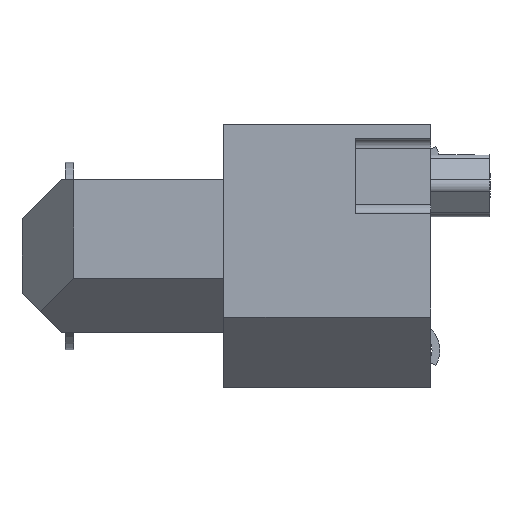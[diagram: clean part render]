
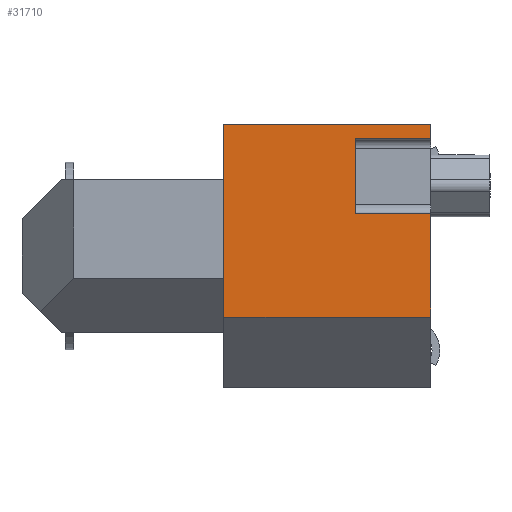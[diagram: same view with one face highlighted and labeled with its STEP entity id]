
A CAD part, left-side view. The second image highlights one B-rep face of the part: STEP entity #31710.
In plain terms, the highlighted planar face has unit normal (-1, 0, 0).
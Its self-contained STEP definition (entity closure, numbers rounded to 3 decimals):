
#1929=ORIENTED_EDGE('',*,*,#11739,.F.);
#1930=ORIENTED_EDGE('',*,*,#11687,.T.);
#1931=ORIENTED_EDGE('',*,*,#11740,.F.);
#1932=ORIENTED_EDGE('',*,*,#11741,.F.);
#1933=ORIENTED_EDGE('',*,*,#11742,.T.);
#1934=ORIENTED_EDGE('',*,*,#11693,.T.);
#1935=ORIENTED_EDGE('',*,*,#11743,.F.);
#1936=ORIENTED_EDGE('',*,*,#11744,.T.);
#11687=EDGE_CURVE('',#16593,#16592,#19812,.T.);
#11693=EDGE_CURVE('',#16599,#16598,#19816,.T.);
#11739=EDGE_CURVE('',#16593,#16643,#19842,.T.);
#11740=EDGE_CURVE('',#16644,#16592,#19843,.T.);
#11741=EDGE_CURVE('',#16645,#16644,#19844,.T.);
#11742=EDGE_CURVE('',#16645,#16599,#19845,.T.);
#11743=EDGE_CURVE('',#16646,#16598,#19846,.T.);
#11744=EDGE_CURVE('',#16646,#16643,#19847,.T.);
#16592=VERTEX_POINT('',#45223);
#16593=VERTEX_POINT('',#45225);
#16598=VERTEX_POINT('',#45235);
#16599=VERTEX_POINT('',#45237);
#16643=VERTEX_POINT('',#45328);
#16644=VERTEX_POINT('',#45330);
#16645=VERTEX_POINT('',#45332);
#16646=VERTEX_POINT('',#45335);
#19812=LINE('',#45224,#23511);
#19816=LINE('',#45236,#23515);
#19842=LINE('',#45327,#23541);
#19843=LINE('',#45329,#23542);
#19844=LINE('',#45331,#23543);
#19845=LINE('',#45333,#23544);
#19846=LINE('',#45334,#23545);
#19847=LINE('',#45336,#23546);
#23511=VECTOR('',#36161,1000.);
#23515=VECTOR('',#36169,1000.);
#23541=VECTOR('',#36237,1000.);
#23542=VECTOR('',#36238,1000.);
#23543=VECTOR('',#36239,1000.);
#23544=VECTOR('',#36240,1000.);
#23545=VECTOR('',#36241,1000.);
#23546=VECTOR('',#36242,1000.);
#27195=EDGE_LOOP('',(#1929,#1930,#1931,#1932,#1933,#1934,#1935,#1936));
#28906=FACE_BOUND('',#27195,.T.);
#30613=PLANE('',#33484);
#31710=ADVANCED_FACE('',(#28906),#30613,.F.);
#33484=AXIS2_PLACEMENT_3D('',#45326,#36235,#36236);
#36161=DIRECTION('',(0.,0.,1.));
#36169=DIRECTION('',(0.,0.,1.));
#36235=DIRECTION('',(1.,0.,0.));
#36236=DIRECTION('',(0.,0.,-1.));
#36237=DIRECTION('',(0.,1.,0.));
#36238=DIRECTION('',(0.,-1.,0.));
#36239=DIRECTION('',(0.,0.,1.));
#36240=DIRECTION('',(0.,-1.,0.));
#36241=DIRECTION('',(0.,-1.,0.));
#36242=DIRECTION('',(0.,0.,1.));
#45223=CARTESIAN_POINT('',(-11.,0.,2.8));
#45224=CARTESIAN_POINT('',(-11.,0.,-1.3));
#45225=CARTESIAN_POINT('',(-11.,0.,2.5));
#45235=CARTESIAN_POINT('',(-11.,0.,0.9));
#45236=CARTESIAN_POINT('',(-11.,0.,-1.3));
#45237=CARTESIAN_POINT('',(-11.,0.,-1.3));
#45326=CARTESIAN_POINT('',(-11.,4.405,-1.3));
#45327=CARTESIAN_POINT('',(-11.,4.405,2.5));
#45328=CARTESIAN_POINT('',(-11.,1.6,2.5));
#45329=CARTESIAN_POINT('',(-11.,4.405,2.8));
#45330=CARTESIAN_POINT('',(-11.,4.405,2.8));
#45331=CARTESIAN_POINT('',(-11.,4.405,-1.3));
#45332=CARTESIAN_POINT('',(-11.,4.405,-1.3));
#45333=CARTESIAN_POINT('',(-11.,4.405,-1.3));
#45334=CARTESIAN_POINT('',(-11.,4.405,0.9));
#45335=CARTESIAN_POINT('',(-11.,1.6,0.9));
#45336=CARTESIAN_POINT('',(-11.,1.6,-1.3));
